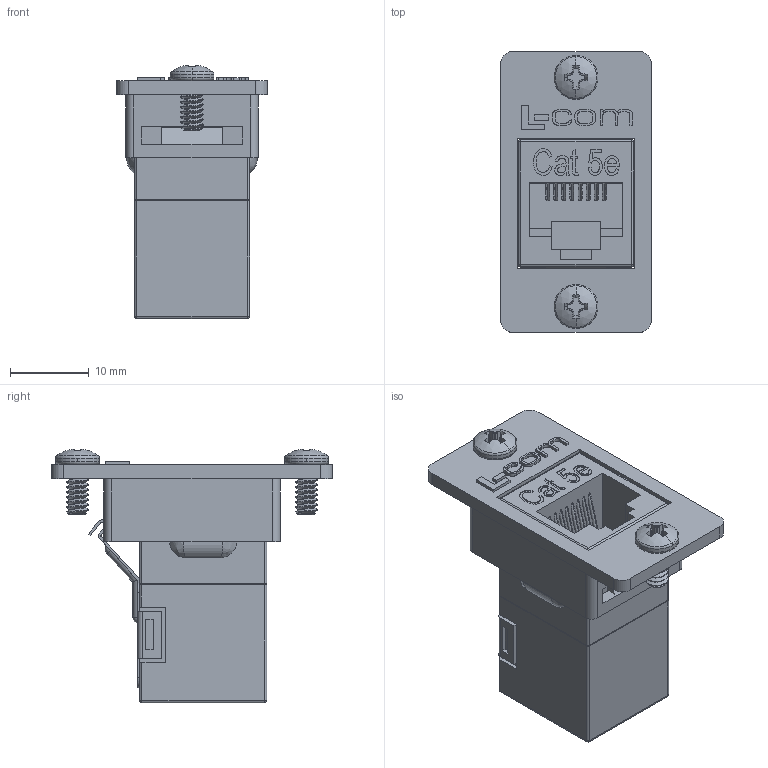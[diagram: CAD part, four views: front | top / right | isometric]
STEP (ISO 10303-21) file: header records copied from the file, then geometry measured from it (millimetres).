
FILE_DESCRIPTION (( 'STEP AP214' ), '1' );
FILE_NAME ('ECF504-SC5E_3D.STEP', '2021-02-10T13:29:43', ( '' ), ( '' ), 'SwSTEP 2.0', 'SolidWorks 2018', '' );
FILE_SCHEMA (( 'AUTOMOTIVE_DESIGN' ));
Length unit declared in the file: inch
Products named in the file (4): ECF504-SC5E_3D; 91772A106_91772A106; TDG1026KS-C5E_New Logo; ECF-SK_with Global Connectivity logo
Assembly tree (4 placements, depth 2):
  ECF504-SC5E_3D
    ECF-SK_with Global Connectivity logo
    TDG1026KS-C5E_New Logo
    91772A106_91772A106  x2
Bounding box: 19.05 x 35.56 x 32.09 mm (x, y, z)
Volume: 6599.6 mm3; surface area: 6282.2 mm2
Topology: 4 solids, 4 shells, 757 faces, 2113 edges, 1384 vertices
Faces by surface type: plane 360, cylinder 180, bspline 176, cone 18, sphere 12, torus 11
Entity records: 28707 total; most frequent: CARTESIAN_POINT 12110, ORIENTED_EDGE 3618, DIRECTION 2538, EDGE_CURVE 1809, VERTEX_POINT 1191, LINE 1164, VECTOR 1164, EDGE_LOOP 734
